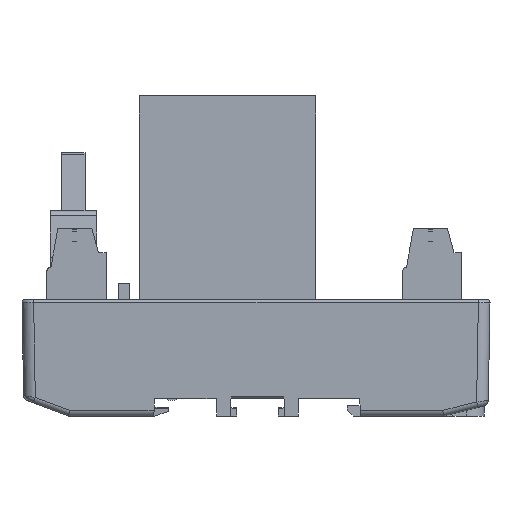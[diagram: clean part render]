
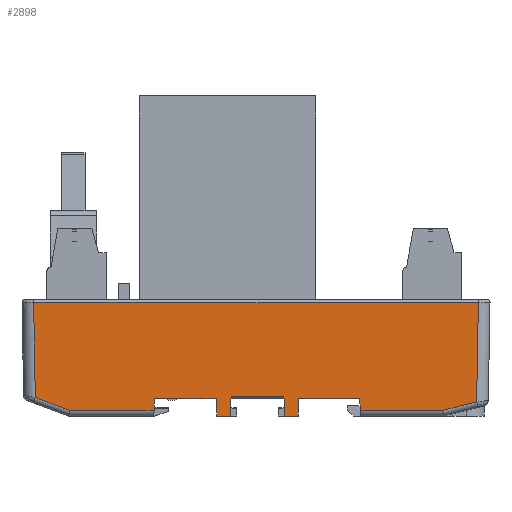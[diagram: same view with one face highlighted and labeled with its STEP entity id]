
A CAD part, front view. The second image highlights one B-rep face of the part: STEP entity #2898.
In plain terms, the highlighted planar face has unit normal (0, -1, -0.018).
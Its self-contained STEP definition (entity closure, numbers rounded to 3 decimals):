
#1718=FACE_OUTER_BOUND('',#11088,.T.);
#2898=ADVANCED_FACE('',(#1718),#4183,.T.);
#4183=PLANE('',#25036);
#5742=LINE('',#33093,#8345);
#5758=LINE('',#33159,#8361);
#5781=LINE('',#33237,#8384);
#5816=LINE('',#33342,#8419);
#5817=LINE('',#33344,#8420);
#5818=LINE('',#33346,#8421);
#5819=LINE('',#33348,#8422);
#5820=LINE('',#33349,#8423);
#5821=LINE('',#33351,#8424);
#5822=LINE('',#33353,#8425);
#5823=LINE('',#33355,#8426);
#5824=LINE('',#33357,#8427);
#5825=LINE('',#33359,#8428);
#5826=LINE('',#33361,#8429);
#5827=LINE('',#33363,#8430);
#5828=LINE('',#33365,#8431);
#5829=LINE('',#33367,#8432);
#5830=LINE('',#33369,#8433);
#5831=LINE('',#33371,#8434);
#5832=LINE('',#33373,#8435);
#8345=VECTOR('',#26913,1.);
#8361=VECTOR('',#26953,1.);
#8384=VECTOR('',#27010,1.);
#8419=VECTOR('',#27071,1.);
#8420=VECTOR('',#27072,1.);
#8421=VECTOR('',#27073,1.);
#8422=VECTOR('',#27074,1.);
#8423=VECTOR('',#27075,1.);
#8424=VECTOR('',#27076,1.);
#8425=VECTOR('',#27077,1.);
#8426=VECTOR('',#27078,1.);
#8427=VECTOR('',#27079,1.);
#8428=VECTOR('',#27080,1.);
#8429=VECTOR('',#27081,1.);
#8430=VECTOR('',#27082,1.);
#8431=VECTOR('',#27083,1.);
#8432=VECTOR('',#27084,1.);
#8433=VECTOR('',#27085,1.);
#8434=VECTOR('',#27086,1.);
#8435=VECTOR('',#27087,1.);
#11088=EDGE_LOOP('',(#13001,#13002,#13003,#13004,#13005,#13006,#13007,#13008,
#13009,#13010,#13011,#13012,#13013,#13014,#13015,#13016,#13017,#13018,#13019,
#13020));
#13001=ORIENTED_EDGE('',*,*,#21695,.T.);
#13002=ORIENTED_EDGE('',*,*,#21770,.T.);
#13003=ORIENTED_EDGE('',*,*,#21771,.T.);
#13004=ORIENTED_EDGE('',*,*,#21772,.T.);
#13005=ORIENTED_EDGE('',*,*,#21773,.T.);
#13006=ORIENTED_EDGE('',*,*,#21671,.F.);
#13007=ORIENTED_EDGE('',*,*,#21774,.F.);
#13008=ORIENTED_EDGE('',*,*,#21775,.F.);
#13009=ORIENTED_EDGE('',*,*,#21776,.F.);
#13010=ORIENTED_EDGE('',*,*,#21777,.T.);
#13011=ORIENTED_EDGE('',*,*,#21778,.T.);
#13012=ORIENTED_EDGE('',*,*,#21779,.F.);
#13013=ORIENTED_EDGE('',*,*,#21780,.T.);
#13014=ORIENTED_EDGE('',*,*,#21781,.T.);
#13015=ORIENTED_EDGE('',*,*,#21782,.F.);
#13016=ORIENTED_EDGE('',*,*,#21783,.T.);
#13017=ORIENTED_EDGE('',*,*,#21784,.F.);
#13018=ORIENTED_EDGE('',*,*,#21785,.F.);
#13019=ORIENTED_EDGE('',*,*,#21786,.T.);
#13020=ORIENTED_EDGE('',*,*,#21727,.T.);
#19430=VERTEX_POINT('',#33092);
#19431=VERTEX_POINT('',#33094);
#19450=VERTEX_POINT('',#33158);
#19451=VERTEX_POINT('',#33160);
#19471=VERTEX_POINT('',#33238);
#19500=VERTEX_POINT('',#33343);
#19501=VERTEX_POINT('',#33345);
#19502=VERTEX_POINT('',#33347);
#19503=VERTEX_POINT('',#33350);
#19504=VERTEX_POINT('',#33352);
#19505=VERTEX_POINT('',#33354);
#19506=VERTEX_POINT('',#33356);
#19507=VERTEX_POINT('',#33358);
#19508=VERTEX_POINT('',#33360);
#19509=VERTEX_POINT('',#33362);
#19510=VERTEX_POINT('',#33364);
#19511=VERTEX_POINT('',#33366);
#19512=VERTEX_POINT('',#33368);
#19513=VERTEX_POINT('',#33370);
#19514=VERTEX_POINT('',#33372);
#21671=EDGE_CURVE('',#19430,#19431,#5742,.T.);
#21695=EDGE_CURVE('',#19451,#19450,#5758,.T.);
#21727=EDGE_CURVE('',#19471,#19451,#5781,.T.);
#21770=EDGE_CURVE('',#19450,#19500,#5816,.T.);
#21771=EDGE_CURVE('',#19500,#19501,#5817,.T.);
#21772=EDGE_CURVE('',#19501,#19502,#5818,.T.);
#21773=EDGE_CURVE('',#19502,#19431,#5819,.T.);
#21774=EDGE_CURVE('',#19503,#19430,#5820,.T.);
#21775=EDGE_CURVE('',#19504,#19503,#5821,.T.);
#21776=EDGE_CURVE('',#19505,#19504,#5822,.T.);
#21777=EDGE_CURVE('',#19505,#19506,#5823,.T.);
#21778=EDGE_CURVE('',#19506,#19507,#5824,.T.);
#21779=EDGE_CURVE('',#19508,#19507,#5825,.T.);
#21780=EDGE_CURVE('',#19508,#19509,#5826,.T.);
#21781=EDGE_CURVE('',#19509,#19510,#5827,.T.);
#21782=EDGE_CURVE('',#19511,#19510,#5828,.T.);
#21783=EDGE_CURVE('',#19511,#19512,#5829,.T.);
#21784=EDGE_CURVE('',#19513,#19512,#5830,.T.);
#21785=EDGE_CURVE('',#19514,#19513,#5831,.T.);
#21786=EDGE_CURVE('',#19514,#19471,#5832,.T.);
#25036=AXIS2_PLACEMENT_3D('',#33374,#27088,#27089);
#26913=DIRECTION('',(-0.017,0.017,-1.));
#26953=DIRECTION('',(0.017,-0.017,1.));
#27010=DIRECTION('',(0.97,-0.004,0.243));
#27071=DIRECTION('',(-1.,0.,0.));
#27072=DIRECTION('',(0.017,0.017,-1.));
#27073=DIRECTION('',(0.936,0.006,-0.351));
#27074=DIRECTION('',(1.,0.,0.));
#27075=DIRECTION('',(-1.,0.,0.));
#27076=DIRECTION('',(-0.035,-0.017,0.999));
#27077=DIRECTION('',(-1.,0.,0.));
#27078=DIRECTION('',(0.035,-0.017,0.999));
#27079=DIRECTION('',(0.,-0.017,1.));
#27080=DIRECTION('',(-1.,0.,0.));
#27081=DIRECTION('',(0.,0.017,-1.));
#27082=DIRECTION('',(0.035,0.017,-0.999));
#27083=DIRECTION('',(-1.,0.,0.));
#27084=DIRECTION('',(0.035,-0.017,0.999));
#27085=DIRECTION('',(-1.,0.,0.));
#27086=DIRECTION('',(-0.017,-0.017,1.));
#27087=DIRECTION('',(1.,0.,0.));
#27088=DIRECTION('',(0.,-1.,-0.017));
#27089=DIRECTION('',(0.,0.017,-1.));
#33092=CARTESIAN_POINT('',(-17.483,-626.009,-6.544));
#33093=CARTESIAN_POINT('',(-17.181,-626.311,10.758));
#33094=CARTESIAN_POINT('',(-17.518,-625.974,-8.562));
#33158=CARTESIAN_POINT('',(38.201,-626.297,9.947));
#33159=CARTESIAN_POINT('',(38.21,-626.307,10.491));
#33160=CARTESIAN_POINT('',(37.903,-626.,-7.107));
#33237=CARTESIAN_POINT('',(6.365,-625.862,-14.992));
#33238=CARTESIAN_POINT('',(32.086,-625.974,-8.562));
#33342=CARTESIAN_POINT('',(0.,-626.297,9.947));
#33343=CARTESIAN_POINT('',(-38.201,-626.297,9.947));
#33344=CARTESIAN_POINT('',(-38.198,-626.295,9.792));
#33345=CARTESIAN_POINT('',(-37.916,-626.013,-6.354));
#33346=CARTESIAN_POINT('',(-10.205,-625.831,-16.745));
#33347=CARTESIAN_POINT('',(-32.028,-625.974,-8.562));
#33348=CARTESIAN_POINT('',(0.,-625.974,-8.562));
#33349=CARTESIAN_POINT('',(0.,-626.009,-6.544));
#33350=CARTESIAN_POINT('',(-6.847,-626.009,-6.544));
#33351=CARTESIAN_POINT('',(-7.431,-626.302,10.199));
#33352=CARTESIAN_POINT('',(-6.742,-625.957,-9.544));
#33353=CARTESIAN_POINT('',(0.258,-625.957,-9.544));
#33354=CARTESIAN_POINT('',(-4.397,-625.957,-9.544));
#33355=CARTESIAN_POINT('',(-3.694,-626.308,10.587));
#33356=CARTESIAN_POINT('',(-4.292,-626.009,-6.544));
#33357=CARTESIAN_POINT('',(-4.292,-626.306,10.458));
#33358=CARTESIAN_POINT('',(-4.292,-626.014,-6.26));
#33359=CARTESIAN_POINT('',(-209.187,-626.014,-6.26));
#33360=CARTESIAN_POINT('',(4.808,-626.014,-6.26));
#33361=CARTESIAN_POINT('',(4.808,-626.306,10.458));
#33362=CARTESIAN_POINT('',(4.808,-626.009,-6.544));
#33363=CARTESIAN_POINT('',(4.209,-626.309,10.605));
#33364=CARTESIAN_POINT('',(4.913,-625.957,-9.544));
#33365=CARTESIAN_POINT('',(0.258,-625.957,-9.544));
#33366=CARTESIAN_POINT('',(7.258,-625.957,-9.544));
#33367=CARTESIAN_POINT('',(7.252,-625.954,-9.719));
#33368=CARTESIAN_POINT('',(7.363,-626.009,-6.544));
#33369=CARTESIAN_POINT('',(0.,-626.009,-6.544));
#33370=CARTESIAN_POINT('',(17.849,-626.009,-6.544));
#33371=CARTESIAN_POINT('',(17.86,-625.998,-7.173));
#33372=CARTESIAN_POINT('',(17.884,-625.974,-8.562));
#33373=CARTESIAN_POINT('',(0.,-625.974,-8.562));
#33374=CARTESIAN_POINT('',(0.,-626.306,10.458));
